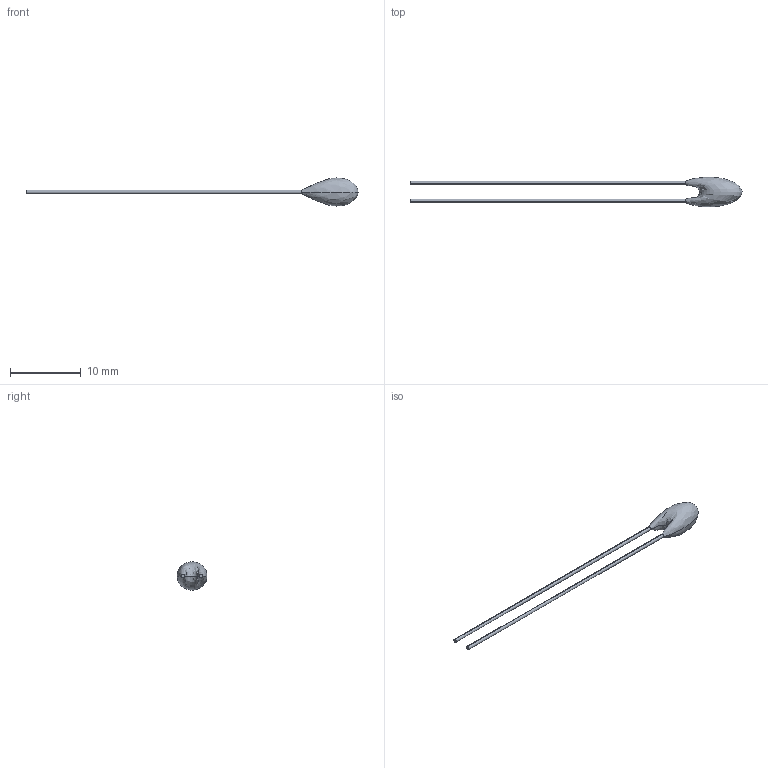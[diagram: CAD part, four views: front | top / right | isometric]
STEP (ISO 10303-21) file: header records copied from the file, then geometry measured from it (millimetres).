
FILE_DESCRIPTION (( 'STEP AP214' ), '1' );
FILE_NAME ('Vishay Intertechnology-NTCLE203E3202SB0 2k Thermistor 2-Point Radial Leaded Automotive Grade Vishay.STEP', '2019-08-12T07:34:29', ( '' ), ( '' ), 'SwSTEP 2.0', 'SolidWorks 2019', '' );
FILE_SCHEMA (( 'AUTOMOTIVE_DESIGN' ));
Length unit declared in the file: millimetre
Products named in the file (1): Vishay Intertechnology-NTCLE203E3202SB0 2k Thermistor 2-Point Radial Leaded Automotive Grade Vishay
Bounding box: 47 x 4.19 x 4 mm (x, y, z)
Volume: 78.5 mm3; surface area: 212.8 mm2
Topology: 3 solids, 3 shells, 12 faces, 18 edges, 12 vertices
Faces by surface type: plane 6, cylinder 4, bspline 2
Entity records: 1302 total; most frequent: CARTESIAN_POINT 897, DIRECTION 50, ORIENTED_EDGE 36, AXIS2_PLACEMENT_3D 23, EDGE_CURVE 18, UNCERTAINTY_MEASURE_WITH_UNIT 17, FILL_AREA_STYLE_COLOUR 16, SURFACE_STYLE_USAGE 16
